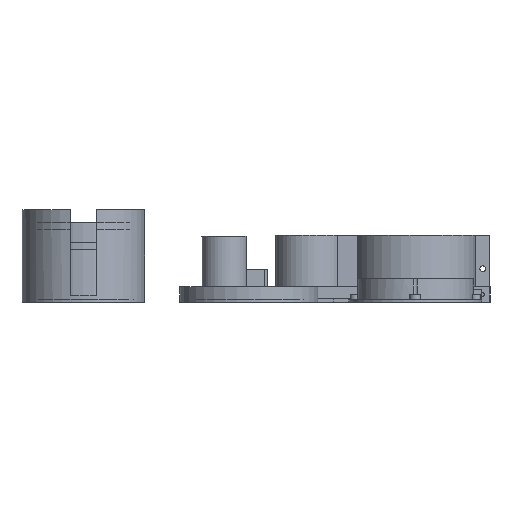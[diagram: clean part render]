
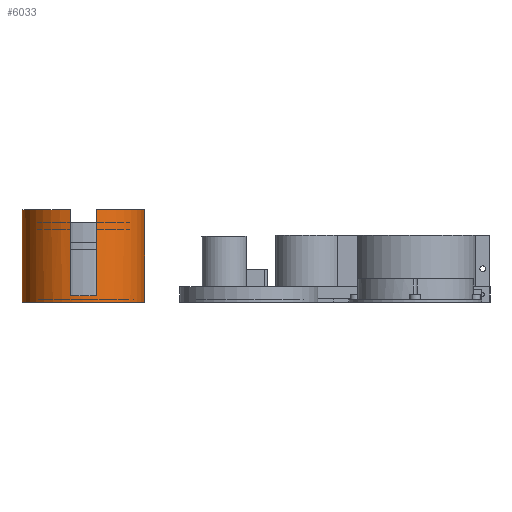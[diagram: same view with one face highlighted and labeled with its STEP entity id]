
A CAD part, left-side view. The second image highlights one B-rep face of the part: STEP entity #6033.
In plain terms, the highlighted cylindrical face has radius 46.25 mm (diameter 92.5 mm), a full revolution.
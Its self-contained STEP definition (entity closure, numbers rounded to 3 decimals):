
#241=LINE('',#9289,#756);
#251=LINE('',#9316,#766);
#255=LINE('',#9330,#770);
#265=LINE('',#9357,#780);
#267=LINE('',#9385,#782);
#756=VECTOR('',#7593,10.);
#766=VECTOR('',#7605,10.);
#770=VECTOR('',#7617,10.);
#780=VECTOR('',#7629,10.);
#782=VECTOR('',#7679,46.25);
#1217=CYLINDRICAL_SURFACE('',#6576,46.25);
#1546=FACE_OUTER_BOUND('',#1964,.T.);
#1964=EDGE_LOOP('',(#4644,#4645,#4646,#4647,#4648,#4649,#4650,#4651,#4652,
#4653,#4654,#4655));
#2379=CIRCLE('',#6544,46.25);
#2380=CIRCLE('',#6545,46.25);
#2383=CIRCLE('',#6551,46.25);
#2391=CIRCLE('',#6567,46.25);
#2396=CIRCLE('',#6577,46.25);
#2397=CIRCLE('',#6578,46.25);
#2707=VERTEX_POINT('',#9276);
#2708=VERTEX_POINT('',#9278);
#2709=VERTEX_POINT('',#9280);
#2712=VERTEX_POINT('',#9288);
#2722=VERTEX_POINT('',#9314);
#2725=VERTEX_POINT('',#9321);
#2726=VERTEX_POINT('',#9323);
#2728=VERTEX_POINT('',#9329);
#2738=VERTEX_POINT('',#9355);
#2740=VERTEX_POINT('',#9384);
#3388=EDGE_CURVE('',#2708,#2707,#2379,.T.);
#3389=EDGE_CURVE('',#2709,#2708,#2380,.T.);
#3393=EDGE_CURVE('',#2712,#2709,#241,.T.);
#3405=EDGE_CURVE('',#2707,#2722,#251,.T.);
#3408=EDGE_CURVE('',#2726,#2725,#2383,.T.);
#3411=EDGE_CURVE('',#2728,#2726,#255,.T.);
#3423=EDGE_CURVE('',#2725,#2738,#265,.T.);
#3432=EDGE_CURVE('',#2712,#2738,#2391,.T.);
#3437=EDGE_CURVE('',#2728,#2722,#2396,.T.);
#3438=EDGE_CURVE('',#2708,#2740,#267,.T.);
#3439=EDGE_CURVE('',#2740,#2740,#2397,.T.);
#4644=ORIENTED_EDGE('',*,*,#3405,.T.);
#4645=ORIENTED_EDGE('',*,*,#3437,.F.);
#4646=ORIENTED_EDGE('',*,*,#3411,.T.);
#4647=ORIENTED_EDGE('',*,*,#3408,.T.);
#4648=ORIENTED_EDGE('',*,*,#3423,.T.);
#4649=ORIENTED_EDGE('',*,*,#3432,.F.);
#4650=ORIENTED_EDGE('',*,*,#3393,.T.);
#4651=ORIENTED_EDGE('',*,*,#3389,.T.);
#4652=ORIENTED_EDGE('',*,*,#3438,.T.);
#4653=ORIENTED_EDGE('',*,*,#3439,.T.);
#4654=ORIENTED_EDGE('',*,*,#3438,.F.);
#4655=ORIENTED_EDGE('',*,*,#3388,.T.);
#6033=ADVANCED_FACE('',(#1546),#1217,.T.);
#6544=AXIS2_PLACEMENT_3D('',#9279,#7583,#7584);
#6545=AXIS2_PLACEMENT_3D('',#9281,#7585,#7586);
#6551=AXIS2_PLACEMENT_3D('',#9324,#7611,#7612);
#6567=AXIS2_PLACEMENT_3D('',#9373,#7657,#7658);
#6576=AXIS2_PLACEMENT_3D('',#9382,#7675,#7676);
#6577=AXIS2_PLACEMENT_3D('',#9383,#7677,#7678);
#6578=AXIS2_PLACEMENT_3D('',#9386,#7680,#7681);
#7583=DIRECTION('center_axis',(0.,0.,-1.));
#7584=DIRECTION('ref_axis',(1.,0.,0.));
#7585=DIRECTION('center_axis',(0.,0.,-1.));
#7586=DIRECTION('ref_axis',(1.,0.,0.));
#7593=DIRECTION('',(0.,0.,-1.));
#7605=DIRECTION('',(0.,0.,1.));
#7611=DIRECTION('center_axis',(0.,0.,-1.));
#7612=DIRECTION('ref_axis',(1.,0.,0.));
#7617=DIRECTION('',(0.,0.,-1.));
#7629=DIRECTION('',(0.,0.,1.));
#7657=DIRECTION('center_axis',(0.,0.,1.));
#7658=DIRECTION('ref_axis',(1.,0.,0.));
#7675=DIRECTION('center_axis',(0.,0.,1.));
#7676=DIRECTION('ref_axis',(1.,0.,0.));
#7677=DIRECTION('center_axis',(0.,0.,1.));
#7678=DIRECTION('ref_axis',(1.,0.,0.));
#7679=DIRECTION('',(0.,0.,-1.));
#7680=DIRECTION('center_axis',(0.,0.,1.));
#7681=DIRECTION('ref_axis',(1.,0.,0.));
#9276=CARTESIAN_POINT('',(4.844,310.,5.));
#9278=CARTESIAN_POINT('',(3.75,300.,5.));
#9279=CARTESIAN_POINT('Origin',(50.,300.,5.));
#9280=CARTESIAN_POINT('',(4.844,290.,5.));
#9281=CARTESIAN_POINT('Origin',(50.,300.,5.));
#9288=CARTESIAN_POINT('',(4.844,290.,70.));
#9289=CARTESIAN_POINT('',(4.844,290.,0.));
#9314=CARTESIAN_POINT('',(4.844,310.,70.));
#9316=CARTESIAN_POINT('',(4.844,310.,0.));
#9321=CARTESIAN_POINT('',(95.156,290.,5.));
#9323=CARTESIAN_POINT('',(95.156,310.,5.));
#9324=CARTESIAN_POINT('Origin',(50.,300.,5.));
#9329=CARTESIAN_POINT('',(95.156,310.,70.));
#9330=CARTESIAN_POINT('',(95.156,310.,0.));
#9355=CARTESIAN_POINT('',(95.156,290.,70.));
#9357=CARTESIAN_POINT('',(95.156,290.,0.));
#9373=CARTESIAN_POINT('Origin',(50.,300.,70.));
#9382=CARTESIAN_POINT('Origin',(50.,300.,0.));
#9383=CARTESIAN_POINT('Origin',(50.,300.,70.));
#9384=CARTESIAN_POINT('',(3.75,300.,0.));
#9385=CARTESIAN_POINT('',(3.75,300.,0.));
#9386=CARTESIAN_POINT('Origin',(50.,300.,0.));
